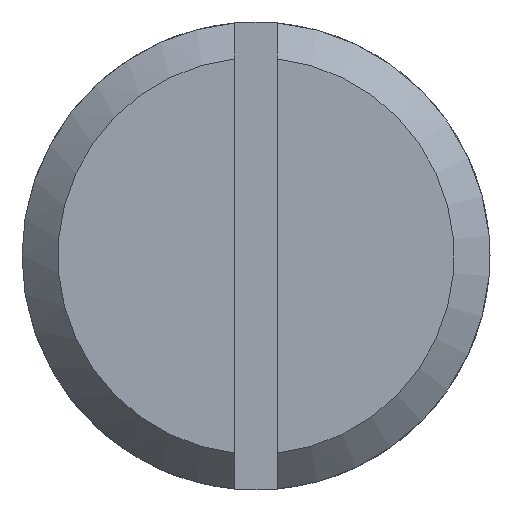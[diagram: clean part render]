
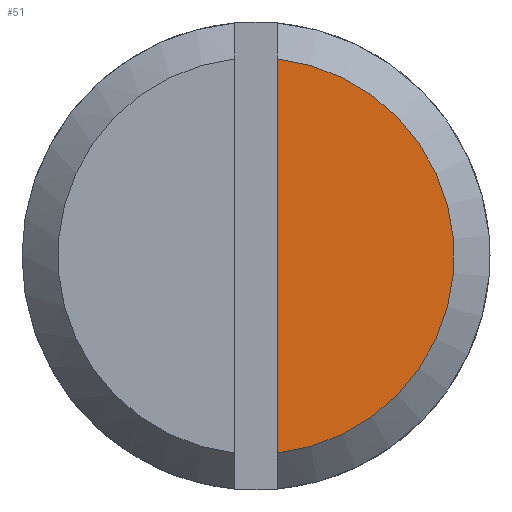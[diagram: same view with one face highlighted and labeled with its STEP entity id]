
A CAD part, left-side view. The second image highlights one B-rep face of the part: STEP entity #51.
In plain terms, the highlighted planar face has unit normal (-1, 0, 0).
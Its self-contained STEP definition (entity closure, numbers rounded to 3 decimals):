
#51 = ADVANCED_FACE( '', ( #105 ), #106, .F. );
#105 = FACE_OUTER_BOUND( '', #157, .T. );
#106 = PLANE( '', #158 );
#157 = EDGE_LOOP( '', ( #235, #236 ) );
#158 = AXIS2_PLACEMENT_3D( '', #237, #238, #239 );
#235 = ORIENTED_EDGE( '', *, *, #295, .F. );
#236 = ORIENTED_EDGE( '', *, *, #304, .F. );
#237 = CARTESIAN_POINT( '', ( 0., 0., 0. ) );
#238 = DIRECTION( '', ( 1., 0., 0. ) );
#239 = DIRECTION( '', ( 0., 1., 0. ) );
#295 = EDGE_CURVE( '', #342, #344, #345, .T. );
#304 = EDGE_CURVE( '', #344, #342, #357, .T. );
#342 = VERTEX_POINT( '', #408 );
#344 = VERTEX_POINT( '', #413 );
#345 = CIRCLE( '', #414, 8.467 );
#357 = LINE( '', #429, #430 );
#408 = CARTESIAN_POINT( '', ( 0., -0.9, 8.419 ) );
#413 = CARTESIAN_POINT( '', ( 0., -0.9, -8.419 ) );
#414 = AXIS2_PLACEMENT_3D( '', #461, #462, #463 );
#429 = CARTESIAN_POINT( '', ( 0., -0.9, -10.5 ) );
#430 = VECTOR( '', #473, 1000. );
#461 = CARTESIAN_POINT( '', ( 0., 0., 0. ) );
#462 = DIRECTION( '', ( 1., 0., 0. ) );
#463 = DIRECTION( '', ( 0., 1., 0. ) );
#473 = DIRECTION( '', ( 0., 0., 1. ) );
